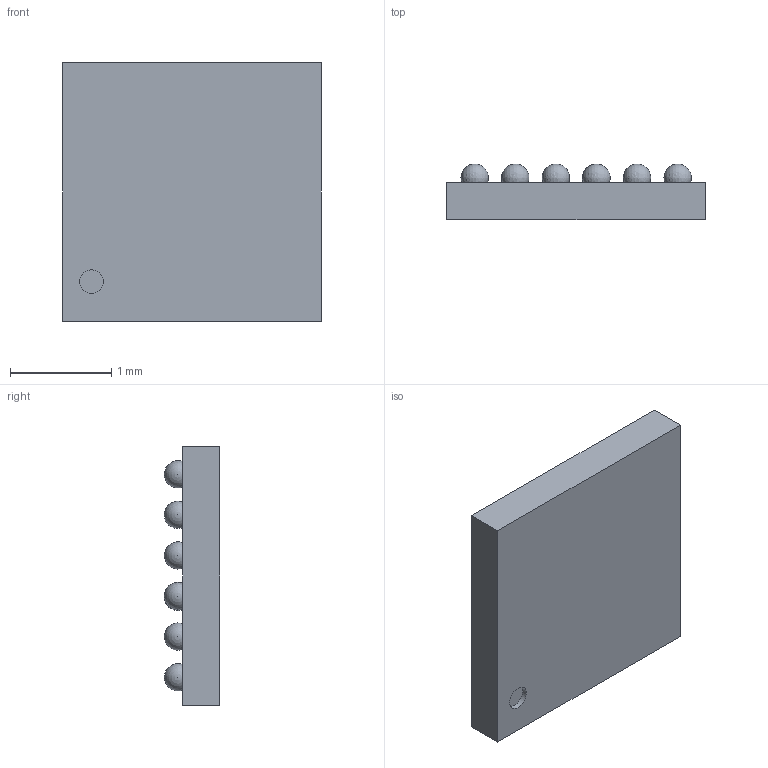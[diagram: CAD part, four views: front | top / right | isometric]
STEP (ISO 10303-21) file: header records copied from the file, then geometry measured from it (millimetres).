
FILE_DESCRIPTION(/* description */ ('Unknown'),/* implementation_level */ '2;1');
FILE_NAME(/* name */ 'X1-WLB2626-36',/* time_stamp */ '2023-03-17T13:53:53+08:00',/* author */ ('Unknown'),/* organization */ ('Unknown'),/* preprocessor_version */ 'ST-DEVELOPER v18.102',/* originating_system */ 'Solid Edge',/* authorisation */ 'Unknown');
FILE_SCHEMA (('AUTOMOTIVE_DESIGN {1 0 10303 214 3 1 1}'));
Length unit declared in the file: millimetre
Products named in the file (3): X1-WLB2626-36; Compound; Boll
Assembly tree (2 placements, depth 2):
  X1-WLB2626-36
    Compound
    Boll
Bounding box: 2.55 x 0.55 x 2.55 mm (x, y, z)
Volume: 2.7 mm3; surface area: 25.9 mm2
Topology: 37 solids, 37 shells, 80 faces, 159 edges, 118 vertices
Faces by surface type: sphere 72, plane 7, cylinder 1
Full cylindrical faces by diameter (mm): 0.231 x1
Entity records: 1671 total; most frequent: DIRECTION 254, CARTESIAN_POINT 215, AXIS2_PLACEMENT_3D 121, FACE_BOUND 118, ORIENTED_EDGE 100, VERTEX_POINT 82, EDGE_LOOP 82, ADVANCED_FACE 80
